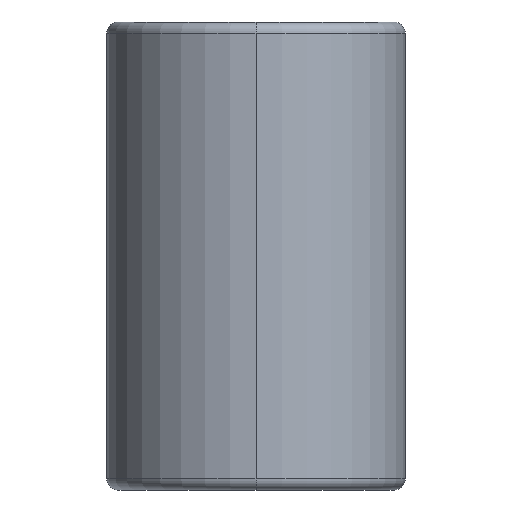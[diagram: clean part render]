
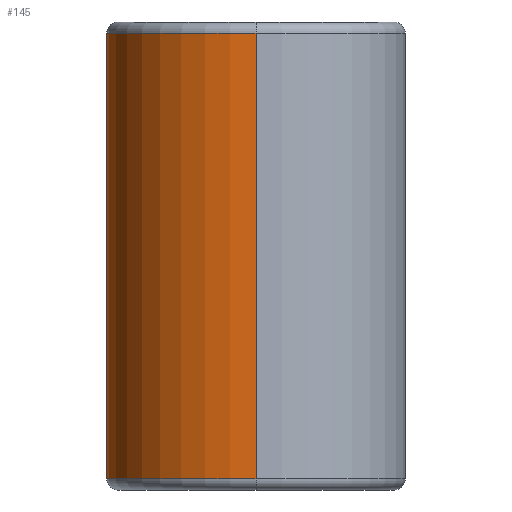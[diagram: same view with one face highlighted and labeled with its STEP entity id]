
A CAD part, left-side view. The second image highlights one B-rep face of the part: STEP entity #145.
In plain terms, the highlighted cylindrical face has radius 2.65 mm (diameter 5.3 mm), a partial arc.
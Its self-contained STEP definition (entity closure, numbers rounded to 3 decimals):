
#47 = VECTOR ( 'NONE', #2604, 1000. ) ;
#119 = VERTEX_POINT ( 'NONE', #1964 ) ;
#145 = ADVANCED_FACE ( 'NONE', ( #2470 ), #3149, .T. ) ;
#195 = CARTESIAN_POINT ( 'NONE',  ( -16.5, 0., 8.3 ) ) ;
#308 = CARTESIAN_POINT ( 'NONE',  ( -16.5, 0., 8.1 ) ) ;
#409 = CIRCLE ( 'NONE', #1746, 2.65 ) ;
#482 = CARTESIAN_POINT ( 'NONE',  ( -13.85, 0., 8.3 ) ) ;
#594 = VERTEX_POINT ( 'NONE', #308 ) ;
#724 = ORIENTED_EDGE ( 'NONE', *, *, #1573, .T. ) ;
#771 = DIRECTION ( 'NONE',  ( 1., 0., 0. ) ) ;
#790 = DIRECTION ( 'NONE',  ( 0., 0., 1. ) ) ;
#796 = ORIENTED_EDGE ( 'NONE', *, *, #2232, .T. ) ;
#904 = VERTEX_POINT ( 'NONE', #1103 ) ;
#996 = EDGE_CURVE ( 'NONE', #904, #3327, #2119, .T. ) ;
#1103 = CARTESIAN_POINT ( 'NONE',  ( -13.85, 2.65, 0.2 ) ) ;
#1119 = EDGE_LOOP ( 'NONE', ( #2712, #724, #1317, #796 ) ) ;
#1317 = ORIENTED_EDGE ( 'NONE', *, *, #2992, .F. ) ;
#1442 = DIRECTION ( 'NONE',  ( 0., 0., -1. ) ) ;
#1573 = EDGE_CURVE ( 'NONE', #904, #119, #409, .T. ) ;
#1746 = AXIS2_PLACEMENT_3D ( 'NONE', #3443, #3183, #771 ) ;
#1870 = VECTOR ( 'NONE', #790, 1000. ) ;
#1913 = CARTESIAN_POINT ( 'NONE',  ( -13.85, 2.65, 8.1 ) ) ;
#1964 = CARTESIAN_POINT ( 'NONE',  ( -16.5, 0., 0.2 ) ) ;
#1999 = DIRECTION ( 'NONE',  ( 1., 0., 0. ) ) ;
#2051 = LINE ( 'NONE', #195, #47 ) ;
#2119 = LINE ( 'NONE', #2177, #1870 ) ;
#2177 = CARTESIAN_POINT ( 'NONE',  ( -13.85, 2.65, 8.3 ) ) ;
#2232 = EDGE_CURVE ( 'NONE', #594, #3327, #3023, .T. ) ;
#2470 = FACE_OUTER_BOUND ( 'NONE', #1119, .T. ) ;
#2604 = DIRECTION ( 'NONE',  ( 0., 0., -1. ) ) ;
#2712 = ORIENTED_EDGE ( 'NONE', *, *, #996, .F. ) ;
#2821 = DIRECTION ( 'NONE',  ( 0., 0., -1. ) ) ;
#2967 = AXIS2_PLACEMENT_3D ( 'NONE', #3002, #1442, #1999 ) ;
#2992 = EDGE_CURVE ( 'NONE', #594, #119, #2051, .T. ) ;
#3002 = CARTESIAN_POINT ( 'NONE',  ( -13.85, 0., 8.1 ) ) ;
#3023 = CIRCLE ( 'NONE', #2967, 2.65 ) ;
#3149 = CYLINDRICAL_SURFACE ( 'NONE', #3415, 2.65 ) ;
#3165 = DIRECTION ( 'NONE',  ( -1., 0., 0. ) ) ;
#3183 = DIRECTION ( 'NONE',  ( 0., 0., 1. ) ) ;
#3327 = VERTEX_POINT ( 'NONE', #1913 ) ;
#3415 = AXIS2_PLACEMENT_3D ( 'NONE', #482, #2821, #3165 ) ;
#3443 = CARTESIAN_POINT ( 'NONE',  ( -13.85, 0., 0.2 ) ) ;
